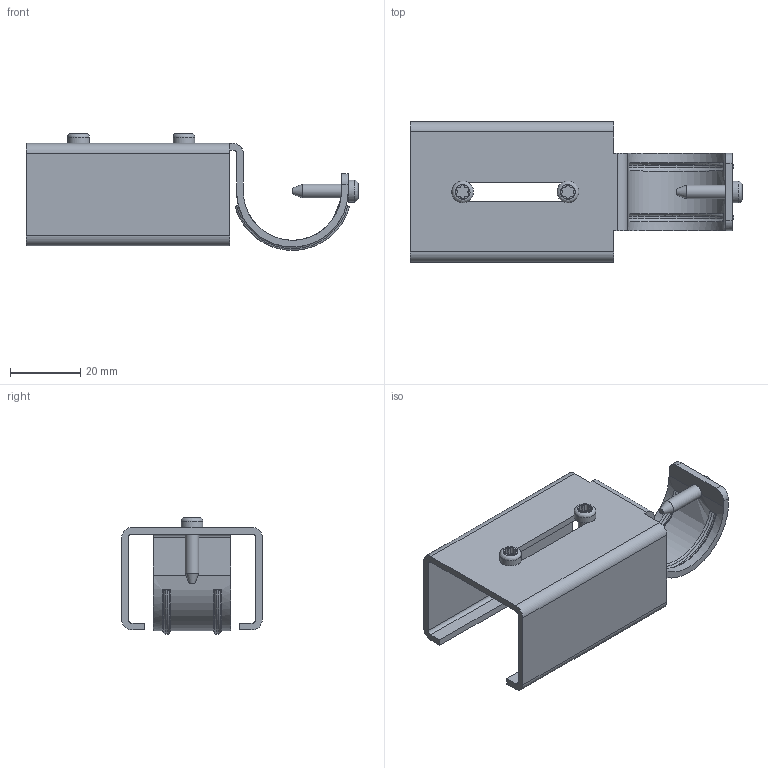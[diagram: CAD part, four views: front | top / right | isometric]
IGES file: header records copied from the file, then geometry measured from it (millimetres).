
Global section: file name: 700413; native system: Autodesk Inventor 2021; preprocessor: unknown; date: 20201211.114306; units: millimetre
Bounding box: 94.6 x 40 x 33.3 mm (x, y, z)
Volume: 14211.7 mm3; surface area: 16364.2 mm2
Topology: 4 solids, 4 shells, 165 faces, 460 edges, 311 vertices
Faces by surface type: bspline 165
